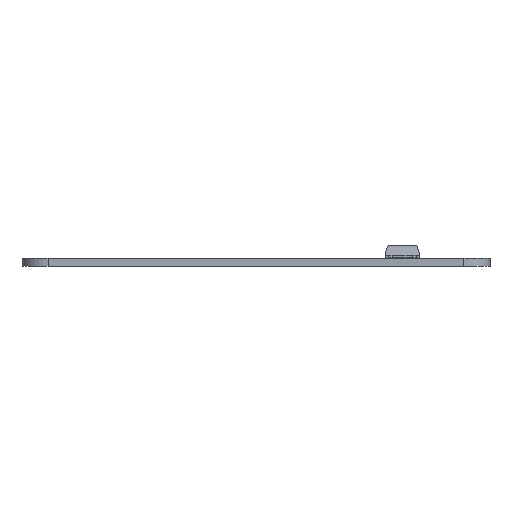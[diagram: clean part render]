
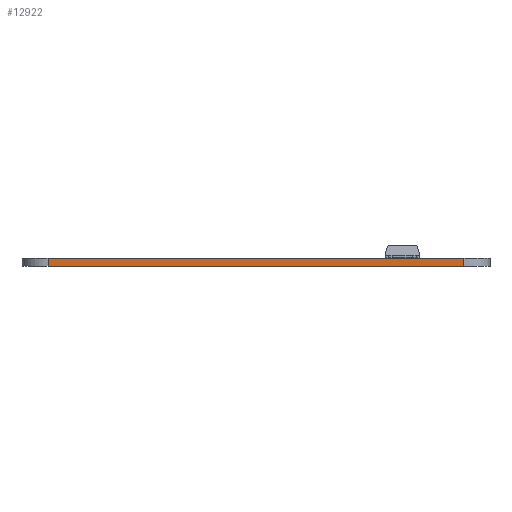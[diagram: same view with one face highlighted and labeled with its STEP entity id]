
A CAD part, left-side view. The second image highlights one B-rep face of the part: STEP entity #12922.
In plain terms, the highlighted planar face has unit normal (-1, 0, 0).
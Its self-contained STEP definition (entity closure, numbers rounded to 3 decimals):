
#5225 = CYLINDRICAL_SURFACE('',#5226,5.);
#5226 = AXIS2_PLACEMENT_3D('',#5227,#5228,#5229);
#5227 = CARTESIAN_POINT('',(-65.,-40.,0.));
#5228 = DIRECTION('',(-0.,-0.,-1.));
#5229 = DIRECTION('',(1.,0.,-0.));
#5253 = PLANE('',#5254);
#5254 = AXIS2_PLACEMENT_3D('',#5255,#5256,#5257);
#5255 = CARTESIAN_POINT('',(0.,0.,1.6));
#5256 = DIRECTION('',(0.,0.,1.));
#5257 = DIRECTION('',(1.,0.,-0.));
#5307 = PLANE('',#5308);
#5308 = AXIS2_PLACEMENT_3D('',#5309,#5310,#5311);
#5309 = CARTESIAN_POINT('',(0.,0.,0.));
#5310 = DIRECTION('',(0.,0.,1.));
#5311 = DIRECTION('',(1.,0.,-0.));
#5322 = EDGE_CURVE('',#5323,#5325,#5327,.T.);
#5323 = VERTEX_POINT('',#5324);
#5324 = CARTESIAN_POINT('',(-70.,-40.,0.));
#5325 = VERTEX_POINT('',#5326);
#5326 = CARTESIAN_POINT('',(-70.,-40.,1.6));
#5327 = SURFACE_CURVE('',#5328,(#5332,#5339),.PCURVE_S1.);
#5328 = LINE('',#5329,#5330);
#5329 = CARTESIAN_POINT('',(-70.,-40.,0.));
#5330 = VECTOR('',#5331,1.);
#5331 = DIRECTION('',(0.,0.,1.));
#5332 = PCURVE('',#5225,#5333);
#5333 = DEFINITIONAL_REPRESENTATION('',(#5334),#5338);
#5334 = LINE('',#5335,#5336);
#5335 = CARTESIAN_POINT('',(-3.142,0.));
#5336 = VECTOR('',#5337,1.);
#5337 = DIRECTION('',(-0.,-1.));
#5338 = ( GEOMETRIC_REPRESENTATION_CONTEXT(2) 
PARAMETRIC_REPRESENTATION_CONTEXT() REPRESENTATION_CONTEXT('2D SPACE',''
  ) );
#5339 = PCURVE('',#5340,#5345);
#5340 = PLANE('',#5341);
#5341 = AXIS2_PLACEMENT_3D('',#5342,#5343,#5344);
#5342 = CARTESIAN_POINT('',(-70.,40.,0.));
#5343 = DIRECTION('',(1.,0.,-0.));
#5344 = DIRECTION('',(0.,-1.,0.));
#5345 = DEFINITIONAL_REPRESENTATION('',(#5346),#5350);
#5346 = LINE('',#5347,#5348);
#5347 = CARTESIAN_POINT('',(80.,0.));
#5348 = VECTOR('',#5349,1.);
#5349 = DIRECTION('',(0.,-1.));
#5350 = ( GEOMETRIC_REPRESENTATION_CONTEXT(2) 
PARAMETRIC_REPRESENTATION_CONTEXT() REPRESENTATION_CONTEXT('2D SPACE',''
  ) );
#5561 = VERTEX_POINT('',#5562);
#5562 = CARTESIAN_POINT('',(-70.,40.,0.));
#5577 = CYLINDRICAL_SURFACE('',#5578,5.);
#5578 = AXIS2_PLACEMENT_3D('',#5579,#5580,#5581);
#5579 = CARTESIAN_POINT('',(-65.,40.,0.));
#5580 = DIRECTION('',(-0.,-0.,-1.));
#5581 = DIRECTION('',(1.,0.,-0.));
#5589 = EDGE_CURVE('',#5561,#5323,#5590,.T.);
#5590 = SURFACE_CURVE('',#5591,(#5595,#5602),.PCURVE_S1.);
#5591 = LINE('',#5592,#5593);
#5592 = CARTESIAN_POINT('',(-70.,40.,0.));
#5593 = VECTOR('',#5594,1.);
#5594 = DIRECTION('',(0.,-1.,0.));
#5595 = PCURVE('',#5307,#5596);
#5596 = DEFINITIONAL_REPRESENTATION('',(#5597),#5601);
#5597 = LINE('',#5598,#5599);
#5598 = CARTESIAN_POINT('',(-70.,40.));
#5599 = VECTOR('',#5600,1.);
#5600 = DIRECTION('',(0.,-1.));
#5601 = ( GEOMETRIC_REPRESENTATION_CONTEXT(2) 
PARAMETRIC_REPRESENTATION_CONTEXT() REPRESENTATION_CONTEXT('2D SPACE',''
  ) );
#5602 = PCURVE('',#5340,#5603);
#5603 = DEFINITIONAL_REPRESENTATION('',(#5604),#5608);
#5604 = LINE('',#5605,#5606);
#5605 = CARTESIAN_POINT('',(0.,0.));
#5606 = VECTOR('',#5607,1.);
#5607 = DIRECTION('',(1.,0.));
#5608 = ( GEOMETRIC_REPRESENTATION_CONTEXT(2) 
PARAMETRIC_REPRESENTATION_CONTEXT() REPRESENTATION_CONTEXT('2D SPACE',''
  ) );
#9600 = VERTEX_POINT('',#9601);
#9601 = CARTESIAN_POINT('',(-70.,40.,1.6));
#9623 = EDGE_CURVE('',#9600,#5325,#9624,.T.);
#9624 = SURFACE_CURVE('',#9625,(#9629,#9636),.PCURVE_S1.);
#9625 = LINE('',#9626,#9627);
#9626 = CARTESIAN_POINT('',(-70.,40.,1.6));
#9627 = VECTOR('',#9628,1.);
#9628 = DIRECTION('',(0.,-1.,0.));
#9629 = PCURVE('',#5253,#9630);
#9630 = DEFINITIONAL_REPRESENTATION('',(#9631),#9635);
#9631 = LINE('',#9632,#9633);
#9632 = CARTESIAN_POINT('',(-70.,40.));
#9633 = VECTOR('',#9634,1.);
#9634 = DIRECTION('',(0.,-1.));
#9635 = ( GEOMETRIC_REPRESENTATION_CONTEXT(2) 
PARAMETRIC_REPRESENTATION_CONTEXT() REPRESENTATION_CONTEXT('2D SPACE',''
  ) );
#9636 = PCURVE('',#5340,#9637);
#9637 = DEFINITIONAL_REPRESENTATION('',(#9638),#9642);
#9638 = LINE('',#9639,#9640);
#9639 = CARTESIAN_POINT('',(0.,-1.6));
#9640 = VECTOR('',#9641,1.);
#9641 = DIRECTION('',(1.,0.));
#9642 = ( GEOMETRIC_REPRESENTATION_CONTEXT(2) 
PARAMETRIC_REPRESENTATION_CONTEXT() REPRESENTATION_CONTEXT('2D SPACE',''
  ) );
#12922 = ADVANCED_FACE('',(#12923),#5340,.F.);
#12923 = FACE_BOUND('',#12924,.F.);
#12924 = EDGE_LOOP('',(#12925,#12946,#12947,#12948));
#12925 = ORIENTED_EDGE('',*,*,#12926,.T.);
#12926 = EDGE_CURVE('',#5561,#9600,#12927,.T.);
#12927 = SURFACE_CURVE('',#12928,(#12932,#12939),.PCURVE_S1.);
#12928 = LINE('',#12929,#12930);
#12929 = CARTESIAN_POINT('',(-70.,40.,0.));
#12930 = VECTOR('',#12931,1.);
#12931 = DIRECTION('',(0.,0.,1.));
#12932 = PCURVE('',#5340,#12933);
#12933 = DEFINITIONAL_REPRESENTATION('',(#12934),#12938);
#12934 = LINE('',#12935,#12936);
#12935 = CARTESIAN_POINT('',(0.,0.));
#12936 = VECTOR('',#12937,1.);
#12937 = DIRECTION('',(0.,-1.));
#12938 = ( GEOMETRIC_REPRESENTATION_CONTEXT(2) 
PARAMETRIC_REPRESENTATION_CONTEXT() REPRESENTATION_CONTEXT('2D SPACE',''
  ) );
#12939 = PCURVE('',#5577,#12940);
#12940 = DEFINITIONAL_REPRESENTATION('',(#12941),#12945);
#12941 = LINE('',#12942,#12943);
#12942 = CARTESIAN_POINT('',(-3.142,0.));
#12943 = VECTOR('',#12944,1.);
#12944 = DIRECTION('',(-0.,-1.));
#12945 = ( GEOMETRIC_REPRESENTATION_CONTEXT(2) 
PARAMETRIC_REPRESENTATION_CONTEXT() REPRESENTATION_CONTEXT('2D SPACE',''
  ) );
#12946 = ORIENTED_EDGE('',*,*,#9623,.T.);
#12947 = ORIENTED_EDGE('',*,*,#5322,.F.);
#12948 = ORIENTED_EDGE('',*,*,#5589,.F.);
